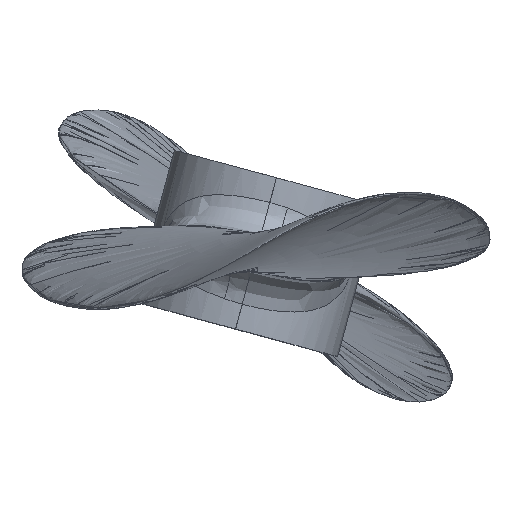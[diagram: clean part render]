
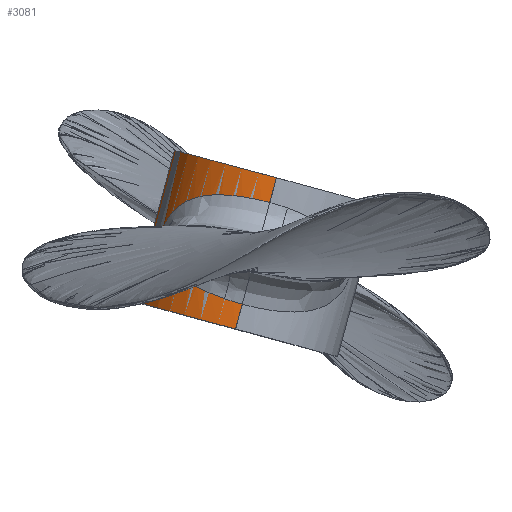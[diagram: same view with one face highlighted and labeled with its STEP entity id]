
A CAD part, top view. The second image highlights one B-rep face of the part: STEP entity #3081.
In plain terms, the highlighted cylindrical face has radius 3.375 mm (diameter 6.75 mm), a partial arc.
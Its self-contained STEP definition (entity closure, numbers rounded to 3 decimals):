
#1 = ORIENTED_EDGE ( 'NONE', *, *, #3301, .T. ) ;
#36 = CARTESIAN_POINT ( 'NONE',  ( -0.652, -2.417, 1.874 ) ) ;
#87 = CARTESIAN_POINT ( 'NONE',  ( -2.152, 1.698, 0.75 ) ) ;
#109 = B_SPLINE_CURVE_WITH_KNOTS ( 'NONE', 3,
 ( #2183, #2221, #2556, #3091, #2143, #3399, #586, #3419, #1834, #3130, #3110, #278, #1524, #606, #296, #1542, #2807, #622, #1562, #3266, #371, #87, #2576, #1360, #459, #2618, #1928, #2926, #674, #3186, #1710, #3882, #3497, #736 ),
 .UNSPECIFIED., .F., .F.,
 ( 4, 2, 2, 2, 2, 2, 2, 2, 2, 2, 2, 2, 2, 2, 2, 2, 4 ),
 ( 0.009, 0.01, 0.011, 0.012, 0.012, 0.012, 0.013, 0.013, 0.013, 0.014, 0.014, 0.015, 0.015, 0.016, 0.016, 0.017, 0.017 ),
 .UNSPECIFIED. ) ;
#123 = ORIENTED_EDGE ( 'NONE', *, *, #2527, .F. ) ;
#229 = CARTESIAN_POINT ( 'NONE',  ( -0.652, -2.416, -4.876 ) ) ;
#270 = CIRCLE ( 'NONE', #2567, 3.375 ) ;
#278 = CARTESIAN_POINT ( 'NONE',  ( -2.996, 0.425, 0.04 ) ) ;
#296 = CARTESIAN_POINT ( 'NONE',  ( -2.968, 0.753, -0.08 ) ) ;
#322 = CYLINDRICAL_SURFACE ( 'NONE', #1770, 3.375 ) ;
#371 = CARTESIAN_POINT ( 'NONE',  ( -2.379, 1.571, 0.522 ) ) ;
#427 = CARTESIAN_POINT ( 'NONE',  ( 0.651, 2.41, -1.499 ) ) ;
#459 = CARTESIAN_POINT ( 'NONE',  ( -1.633, 1.843, 1.181 ) ) ;
#527 = ORIENTED_EDGE ( 'NONE', *, *, #3768, .F. ) ;
#537 = CARTESIAN_POINT ( 'NONE',  ( -0.632, -1.574, 1.87 ) ) ;
#577 = LINE ( 'NONE', #2214, #1511 ) ;
#586 = CARTESIAN_POINT ( 'NONE',  ( -2.753, -0.337, 0.692 ) ) ;
#589 = CARTESIAN_POINT ( 'NONE',  ( 0.651, 2.41, 1.876 ) ) ;
#606 = CARTESIAN_POINT ( 'NONE',  ( -2.984, 0.665, -0.064 ) ) ;
#622 = CARTESIAN_POINT ( 'NONE',  ( -2.767, 1.202, 0.077 ) ) ;
#674 = CARTESIAN_POINT ( 'NONE',  ( -0.724, 1.843, 1.667 ) ) ;
#718 = CARTESIAN_POINT ( 'NONE',  ( 0.438, 1.62, 1.875 ) ) ;
#736 = CARTESIAN_POINT ( 'NONE',  ( 0.438, 1.62, 1.875 ) ) ;
#828 = VERTEX_POINT ( 'NONE', #2424 ) ;
#856 = CARTESIAN_POINT ( 'NONE',  ( -0.652, -2.417, -1.501 ) ) ;
#1077 = B_SPLINE_CURVE_WITH_KNOTS ( 'NONE', 3,
 ( #1100, #1144, #537, #3048, #1788, #1123 ),
 .UNSPECIFIED., .F., .F.,
 ( 4, 2, 4 ),
 ( 0.009, 0.009, 0.009 ),
 .UNSPECIFIED. ) ;
#1100 = CARTESIAN_POINT ( 'NONE',  ( -0.439, -1.628, 1.875 ) ) ;
#1123 = CARTESIAN_POINT ( 'NONE',  ( -1.013, -1.45, 1.821 ) ) ;
#1131 = EDGE_CURVE ( 'NONE', #2261, #1132, #109, .T. ) ;
#1132 = VERTEX_POINT ( 'NONE', #718 ) ;
#1144 = CARTESIAN_POINT ( 'NONE',  ( -0.536, -1.602, 1.875 ) ) ;
#1201 = ORIENTED_EDGE ( 'NONE', *, *, #1131, .T. ) ;
#1244 = DIRECTION ( 'NONE',  ( 0.261, 0.965, 0. ) ) ;
#1249 = CARTESIAN_POINT ( 'NONE',  ( -1.013, -1.45, 1.821 ) ) ;
#1289 = EDGE_CURVE ( 'NONE', #828, #2261, #1077, .T. ) ;
#1328 = VERTEX_POINT ( 'NONE', #229 ) ;
#1334 = ORIENTED_EDGE ( 'NONE', *, *, #2601, .T. ) ;
#1351 = CARTESIAN_POINT ( 'NONE',  ( 0.651, 2.41, 1.876 ) ) ;
#1360 = CARTESIAN_POINT ( 'NONE',  ( -1.769, 1.82, 1.079 ) ) ;
#1368 = DIRECTION ( 'NONE',  ( -0.261, -0.965, 0. ) ) ;
#1442 = AXIS2_PLACEMENT_3D ( 'NONE', #856, #2420, #1514 ) ;
#1467 = EDGE_LOOP ( 'NONE', ( #527, #2392, #1334, #1, #123, #2879, #1201 ) ) ;
#1511 = VECTOR ( 'NONE', #1828, 1000. ) ;
#1514 = DIRECTION ( 'NONE',  ( 0., 0., 1. ) ) ;
#1524 = CARTESIAN_POINT ( 'NONE',  ( -2.997, 0.502, -0.003 ) ) ;
#1530 = CARTESIAN_POINT ( 'NONE',  ( 0.651, 2.41, -1.499 ) ) ;
#1542 = CARTESIAN_POINT ( 'NONE',  ( -2.916, 0.919, -0.066 ) ) ;
#1562 = CARTESIAN_POINT ( 'NONE',  ( -2.677, 1.31, 0.186 ) ) ;
#1710 = CARTESIAN_POINT ( 'NONE',  ( -0.231, 1.773, 1.809 ) ) ;
#1770 = AXIS2_PLACEMENT_3D ( 'NONE', #427, #1368, #3589 ) ;
#1788 = CARTESIAN_POINT ( 'NONE',  ( -0.919, -1.484, 1.839 ) ) ;
#1799 = VERTEX_POINT ( 'NONE', #36 ) ;
#1828 = DIRECTION ( 'NONE',  ( -0.261, -0.965, 0. ) ) ;
#1834 = CARTESIAN_POINT ( 'NONE',  ( -2.923, 0.016, 0.348 ) ) ;
#1891 = LINE ( 'NONE', #589, #2773 ) ;
#1928 = CARTESIAN_POINT ( 'NONE',  ( -1.194, 1.87, 1.455 ) ) ;
#2143 = CARTESIAN_POINT ( 'NONE',  ( -2.41, -0.74, 1.133 ) ) ;
#2183 = CARTESIAN_POINT ( 'NONE',  ( -1.013, -1.45, 1.821 ) ) ;
#2214 = CARTESIAN_POINT ( 'NONE',  ( 0.651, 2.41, 1.876 ) ) ;
#2221 = CARTESIAN_POINT ( 'NONE',  ( -1.336, -1.337, 1.759 ) ) ;
#2261 = VERTEX_POINT ( 'NONE', #1249 ) ;
#2280 = CARTESIAN_POINT ( 'NONE',  ( 0.652, 2.411, -4.874 ) ) ;
#2392 = ORIENTED_EDGE ( 'NONE', *, *, #2880, .F. ) ;
#2420 = DIRECTION ( 'NONE',  ( 0.261, 0.965, 0. ) ) ;
#2424 = CARTESIAN_POINT ( 'NONE',  ( -0.439, -1.628, 1.875 ) ) ;
#2527 = EDGE_CURVE ( 'NONE', #828, #1799, #577, .T. ) ;
#2556 = CARTESIAN_POINT ( 'NONE',  ( -1.634, -1.208, 1.648 ) ) ;
#2567 = AXIS2_PLACEMENT_3D ( 'NONE', #1530, #1244, #3098 ) ;
#2576 = CARTESIAN_POINT ( 'NONE',  ( -2.028, 1.748, 0.864 ) ) ;
#2601 = EDGE_CURVE ( 'NONE', #3893, #1328, #3810, .T. ) ;
#2618 = CARTESIAN_POINT ( 'NONE',  ( -1.346, 1.868, 1.368 ) ) ;
#2629 = VERTEX_POINT ( 'NONE', #1351 ) ;
#2692 = CIRCLE ( 'NONE', #1442, 3.375 ) ;
#2767 = VECTOR ( 'NONE', #2919, 1000. ) ;
#2773 = VECTOR ( 'NONE', #3717, 1000. ) ;
#2807 = CARTESIAN_POINT ( 'NONE',  ( -2.881, 0.997, -0.038 ) ) ;
#2879 = ORIENTED_EDGE ( 'NONE', *, *, #1289, .T. ) ;
#2880 = EDGE_CURVE ( 'NONE', #3893, #2629, #270, .T. ) ;
#2919 = DIRECTION ( 'NONE',  ( -0.261, -0.965, 0. ) ) ;
#2926 = CARTESIAN_POINT ( 'NONE',  ( -0.883, 1.857, 1.604 ) ) ;
#3048 = CARTESIAN_POINT ( 'NONE',  ( -0.824, -1.515, 1.852 ) ) ;
#3081 = ADVANCED_FACE ( 'NONE', ( #3744 ), #322, .T. ) ;
#3091 = CARTESIAN_POINT ( 'NONE',  ( -2.176, -0.908, 1.333 ) ) ;
#3098 = DIRECTION ( 'NONE',  ( 0., 0., 1. ) ) ;
#3110 = CARTESIAN_POINT ( 'NONE',  ( -2.982, 0.281, 0.135 ) ) ;
#3130 = CARTESIAN_POINT ( 'NONE',  ( -2.971, 0.213, 0.187 ) ) ;
#3133 = CARTESIAN_POINT ( 'NONE',  ( 0.652, 2.411, -4.874 ) ) ;
#3186 = CARTESIAN_POINT ( 'NONE',  ( -0.399, 1.801, 1.77 ) ) ;
#3266 = CARTESIAN_POINT ( 'NONE',  ( -2.483, 1.495, 0.408 ) ) ;
#3301 = EDGE_CURVE ( 'NONE', #1328, #1799, #2692, .T. ) ;
#3399 = CARTESIAN_POINT ( 'NONE',  ( -2.677, -0.444, 0.806 ) ) ;
#3419 = CARTESIAN_POINT ( 'NONE',  ( -2.876, -0.107, 0.463 ) ) ;
#3497 = CARTESIAN_POINT ( 'NONE',  ( 0.272, 1.665, 1.875 ) ) ;
#3589 = DIRECTION ( 'NONE',  ( 0., 0., -1. ) ) ;
#3717 = DIRECTION ( 'NONE',  ( -0.261, -0.965, 0. ) ) ;
#3744 = FACE_OUTER_BOUND ( 'NONE', #1467, .T. ) ;
#3768 = EDGE_CURVE ( 'NONE', #2629, #1132, #1891, .T. ) ;
#3810 = LINE ( 'NONE', #2280, #2767 ) ;
#3882 = CARTESIAN_POINT ( 'NONE',  ( 0.105, 1.705, 1.862 ) ) ;
#3893 = VERTEX_POINT ( 'NONE', #3133 ) ;
